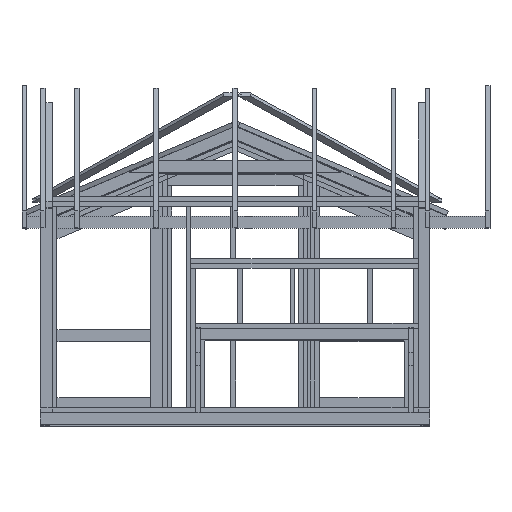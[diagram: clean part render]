
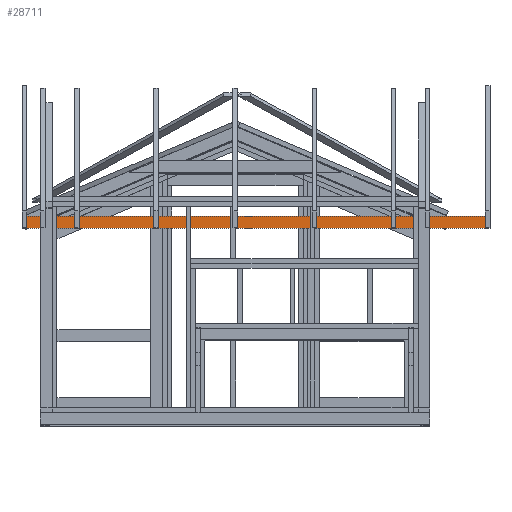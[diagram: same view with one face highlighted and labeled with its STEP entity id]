
A CAD part, top view. The second image highlights one B-rep face of the part: STEP entity #28711.
In plain terms, the highlighted planar face has unit normal (0, 0, 1).
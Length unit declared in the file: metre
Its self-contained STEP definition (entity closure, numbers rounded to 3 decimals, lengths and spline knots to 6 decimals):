
#3044 = CARTESIAN_POINT('NONE', (-0.23, 1.399497, -1.7));
#3045 = VERTEX_POINT('NONE', #3044);
#3050 = CARTESIAN_POINT('NONE', (3.315, 1.399497, -1.7));
#3051 = VERTEX_POINT('NONE', #3050);
#3056 = CARTESIAN_POINT('NONE', (-0.23, 1.489497, -1.7));
#3057 = VERTEX_POINT('NONE', #3056);
#3058 = CARTESIAN_POINT('NONE', (3.315, 1.489497, -1.7));
#3059 = VERTEX_POINT('NONE', #3058);
#12448 = DIRECTION('NONE', (1, 0, 0));
#12449 = VECTOR('NONE', #12448, 1);
#12450 = CARTESIAN_POINT('NONE', (-0.23, 1.399497, -1.7));
#12451 = LINE('NONE', #12450, #12449);
#12468 = DIRECTION('NONE', (1, 0, 0));
#12469 = VECTOR('NONE', #12468, 1);
#12470 = CARTESIAN_POINT('NONE', (-0.23, 1.489497, -1.7));
#12471 = LINE('NONE', #12470, #12469);
#12476 = DIRECTION('NONE', (0, -1, 0));
#12477 = VECTOR('NONE', #12476, 1);
#12478 = CARTESIAN_POINT('NONE', (-0.23, 1.489497, -1.7));
#12479 = LINE('NONE', #12478, #12477);
#12480 = DIRECTION('NONE', (0, -1, 0));
#12481 = VECTOR('NONE', #12480, 1);
#12482 = CARTESIAN_POINT('NONE', (3.315, 1.489497, -1.7));
#12483 = LINE('NONE', #12482, #12481);
#15535 = EDGE_CURVE('NONE', #3045, #3051, #12451, .T.);
#15540 = EDGE_CURVE('NONE', #3057, #3059, #12471, .T.);
#15542 = EDGE_CURVE('NONE', #3057, #3045, #12479, .T.);
#15543 = EDGE_CURVE('NONE', #3059, #3051, #12483, .T.);
#20308 = CARTESIAN_POINT('NONE', (1.5425, 1.444497, -1.7));
#20309 = DIRECTION('NONE', (0, 0, 1));
#20310 = AXIS2_PLACEMENT_3D('NONE', #20308, #20309, $);
#20311 = PLANE('NONE', #20310);
#28705 = ORIENTED_EDGE('NONE', *, *, #15542, .T.);
#28706 = ORIENTED_EDGE('NONE', *, *, #15535, .T.);
#28707 = ORIENTED_EDGE('NONE', *, *, #15543, .F.);
#28708 = ORIENTED_EDGE('NONE', *, *, #15540, .F.);
#28709 = EDGE_LOOP('NONE', (#28705, #28706, #28707, #28708));
#28710 = FACE_BOUND('NONE', #28709, .T.);
#28711 = ADVANCED_FACE('NONE', (#28710), #20311, .T.);
